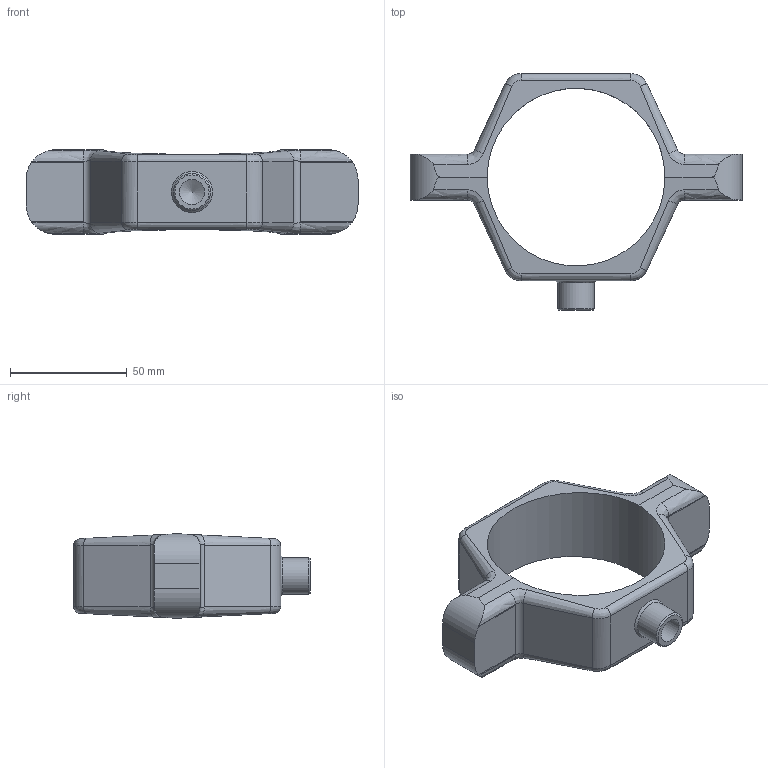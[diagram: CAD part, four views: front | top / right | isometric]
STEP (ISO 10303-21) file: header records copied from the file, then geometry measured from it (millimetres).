
FILE_DESCRIPTION (( 'STEP AP214' ), '1' );
FILE_NAME ('PHHTC3.0X.XT304SA.STEP', '2018-02-03T07:17:05', ( 'admin' ), ( '' ), 'SwSTEP 2.0', 'SolidWorks 2013', '' );
FILE_SCHEMA (( 'AUTOMOTIVE_DESIGN' ));
Length unit declared in the file: inch
Products named in the file (1): PHHTC3.0X.XT304SA
Bounding box: 142.24 x 101.47 x 36.17 mm (x, y, z)
Volume: 107991.9 mm3; surface area: 27556.7 mm2
Topology: 1 solids, 1 shells, 87 faces, 214 edges, 128 vertices
Faces by surface type: bspline 36, plane 33, cylinder 15, cone 3
Full cylindrical faces by diameter (mm): 10.716 x1, 15.875 x1, 76.073 x1
Entity records: 3323 total; most frequent: CARTESIAN_POINT 1724, ORIENTED_EDGE 412, EDGE_CURVE 206, DIRECTION 192, VERTEX_POINT 126, EDGE_LOOP 94, FACE_OUTER_BOUND 90, ADVANCED_FACE 87
